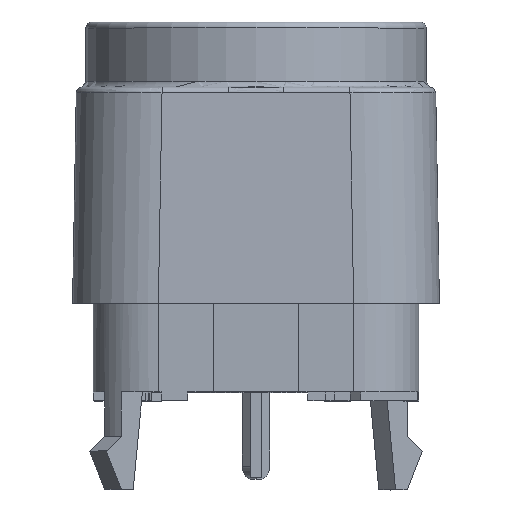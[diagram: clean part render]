
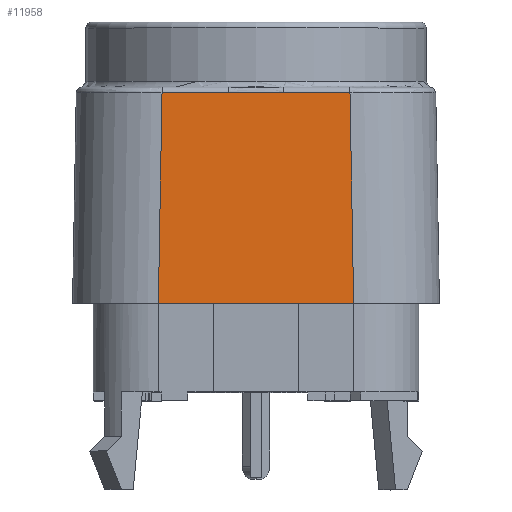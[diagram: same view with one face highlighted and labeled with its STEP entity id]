
A CAD part, top view. The second image highlights one B-rep face of the part: STEP entity #11958.
In plain terms, the highlighted planar face has unit normal (0, 0.018, 1).
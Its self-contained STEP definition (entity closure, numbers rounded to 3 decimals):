
#553=B_SPLINE_CURVE_WITH_KNOTS('',3,(#17855,#17856,#17857,#17858,#17859),
 .UNSPECIFIED.,.F.,.F.,(4,1,4),(-0.187,-0.094,
0.),.UNSPECIFIED.);
#859=FACE_OUTER_BOUND('',#1539,.T.);
#1539=EDGE_LOOP('',(#8623,#8624,#8625,#8626,#8627,#8628));
#2306=LINE('',#17770,#3689);
#2313=LINE('',#17827,#3696);
#2314=LINE('',#17863,#3697);
#2325=LINE('',#18000,#3708);
#2326=LINE('',#18003,#3709);
#3689=VECTOR('',#14262,10.);
#3696=VECTOR('',#14303,10.);
#3697=VECTOR('',#14310,10.);
#3708=VECTOR('',#14363,10.);
#3709=VECTOR('',#14368,10.);
#5079=VERTEX_POINT('',#17767);
#5080=VERTEX_POINT('',#17769);
#5087=VERTEX_POINT('',#17821);
#5088=VERTEX_POINT('',#17825);
#5089=VERTEX_POINT('',#17853);
#5090=VERTEX_POINT('',#17861);
#6368=EDGE_CURVE('',#5079,#5080,#2306,.T.);
#6385=EDGE_CURVE('',#5088,#5087,#2313,.T.);
#6387=EDGE_CURVE('',#5089,#5088,#553,.T.);
#6389=EDGE_CURVE('',#5090,#5089,#2314,.T.);
#6411=EDGE_CURVE('',#5087,#5079,#2325,.T.);
#6412=EDGE_CURVE('',#5080,#5090,#2326,.T.);
#8623=ORIENTED_EDGE('',*,*,#6389,.F.);
#8624=ORIENTED_EDGE('',*,*,#6412,.F.);
#8625=ORIENTED_EDGE('',*,*,#6368,.F.);
#8626=ORIENTED_EDGE('',*,*,#6411,.F.);
#8627=ORIENTED_EDGE('',*,*,#6385,.F.);
#8628=ORIENTED_EDGE('',*,*,#6387,.F.);
#11387=PLANE('',#12820);
#11958=ADVANCED_FACE('',(#859),#11387,.F.);
#12820=AXIS2_PLACEMENT_3D('',#18004,#14369,#14370);
#14262=DIRECTION('',(-1.,0.,0.));
#14303=DIRECTION('',(1.,0.,0.));
#14310=DIRECTION('',(1.,0.,0.));
#14363=DIRECTION('',(0.017,-1.,0.017));
#14368=DIRECTION('',(0.017,1.,-0.017));
#14369=DIRECTION('center_axis',(0.,-0.017,
-1.));
#14370=DIRECTION('ref_axis',(0.,-1.,0.017));
#17767=CARTESIAN_POINT('',(3.3,3.248,6.2));
#17769=CARTESIAN_POINT('',(-3.3,3.248,6.2));
#17770=CARTESIAN_POINT('',(6.2,3.248,6.2));
#17821=CARTESIAN_POINT('',(3.176,10.357,6.076));
#17825=CARTESIAN_POINT('',(0.936,10.357,6.076));
#17827=CARTESIAN_POINT('',(3.1,10.357,6.076));
#17853=CARTESIAN_POINT('',(-0.936,10.357,6.076));
#17855=CARTESIAN_POINT('Ctrl Pts',(-0.936,10.357,
6.076));
#17856=CARTESIAN_POINT('Ctrl Pts',(-0.624,10.357,
6.076));
#17857=CARTESIAN_POINT('Ctrl Pts',(0.,10.37,
6.076));
#17858=CARTESIAN_POINT('Ctrl Pts',(0.624,10.357,6.076));
#17859=CARTESIAN_POINT('Ctrl Pts',(0.936,10.357,6.076));
#17861=CARTESIAN_POINT('',(-3.176,10.357,6.076));
#17863=CARTESIAN_POINT('',(3.1,10.357,6.076));
#18000=CARTESIAN_POINT('',(3.299,3.306,6.199));
#18003=CARTESIAN_POINT('',(-3.299,3.306,6.199));
#18004=CARTESIAN_POINT('Origin',(6.2,3.248,6.2));
